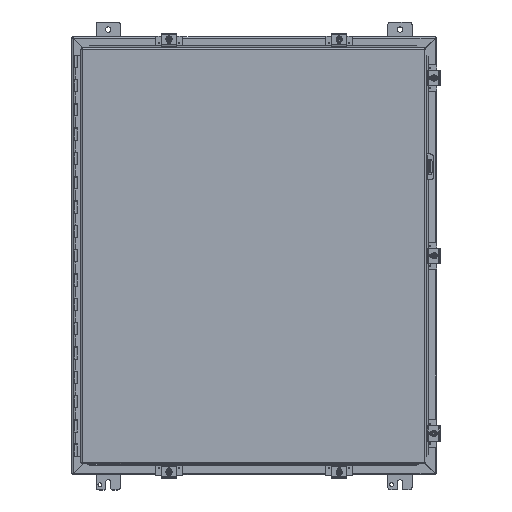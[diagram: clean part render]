
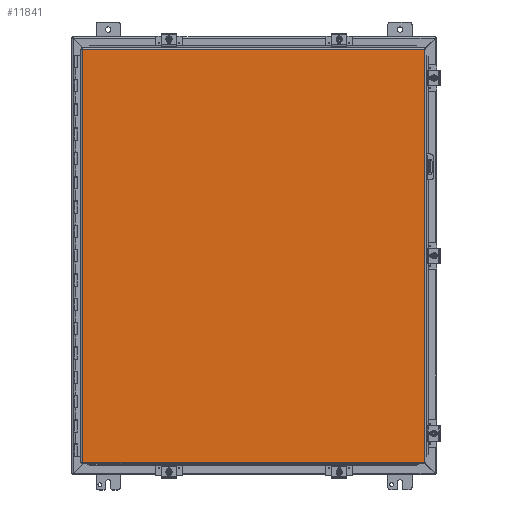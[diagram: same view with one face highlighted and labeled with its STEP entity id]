
A CAD part, top view. The second image highlights one B-rep face of the part: STEP entity #11841.
In plain terms, the highlighted face is planar.
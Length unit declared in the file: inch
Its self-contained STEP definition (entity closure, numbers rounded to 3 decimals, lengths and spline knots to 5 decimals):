
#446 = DIRECTION ( 'NONE',  ( -1., 0., 0. ) ) ;
#1070 = VECTOR ( 'NONE', #27332, 39.37008 ) ;
#1301 = DIRECTION ( 'NONE',  ( 0., -1., 0. ) ) ;
#1931 = CARTESIAN_POINT ( 'NONE',  ( 14.08225, -16.9885, 0. ) ) ;
#1987 = CARTESIAN_POINT ( 'NONE',  ( 14.08225, 16.9885, 0. ) ) ;
#2048 = LINE ( 'NONE', #31437, #37430 ) ;
#2228 = VERTEX_POINT ( 'NONE', #24449 ) ;
#3843 = ORIENTED_EDGE ( 'NONE', *, *, #52181, .T. ) ;
#11841 = ADVANCED_FACE ( 'NONE', ( #42221 ), #46528, .F. ) ;
#14161 = LINE ( 'NONE', #27648, #1070 ) ;
#16295 = VERTEX_POINT ( 'NONE', #52391 ) ;
#17967 = DIRECTION ( 'NONE',  ( 1., 0., 0. ) ) ;
#21703 = LINE ( 'NONE', #1987, #43734 ) ;
#22773 = EDGE_CURVE ( 'NONE', #2228, #34089, #21703, .T. ) ;
#23168 = VECTOR ( 'NONE', #17967, 39.37008 ) ;
#24449 = CARTESIAN_POINT ( 'NONE',  ( 14.08225, 16.9885, 0. ) ) ;
#25388 = EDGE_CURVE ( 'NONE', #16295, #43409, #14161, .T. ) ;
#25494 = ORIENTED_EDGE ( 'NONE', *, *, #25388, .T. ) ;
#27332 = DIRECTION ( 'NONE',  ( 0., 1., 0. ) ) ;
#27648 = CARTESIAN_POINT ( 'NONE',  ( -14.08225, -16.9885, 0. ) ) ;
#31437 = CARTESIAN_POINT ( 'NONE',  ( 14.08225, -16.9885, 0. ) ) ;
#31484 = ORIENTED_EDGE ( 'NONE', *, *, #22773, .T. ) ;
#31635 = CARTESIAN_POINT ( 'NONE',  ( -14.08225, 16.9885, 0. ) ) ;
#34089 = VERTEX_POINT ( 'NONE', #1931 ) ;
#36327 = AXIS2_PLACEMENT_3D ( 'NONE', #44650, #44585, #44520 ) ;
#37430 = VECTOR ( 'NONE', #446, 39.37008 ) ;
#39061 = EDGE_CURVE ( 'NONE', #43409, #2228, #46533, .T. ) ;
#42221 = FACE_OUTER_BOUND ( 'NONE', #49262, .T. ) ;
#43409 = VERTEX_POINT ( 'NONE', #31635 ) ;
#43734 = VECTOR ( 'NONE', #1301, 39.37008 ) ;
#44081 = CARTESIAN_POINT ( 'NONE',  ( -14.08225, 16.9885, 0. ) ) ;
#44520 = DIRECTION ( 'NONE',  ( 1., 0., 0. ) ) ;
#44541 = ORIENTED_EDGE ( 'NONE', *, *, #39061, .T. ) ;
#44585 = DIRECTION ( 'NONE',  ( 0., 0., 1. ) ) ;
#44650 = CARTESIAN_POINT ( 'NONE',  ( 0., 0., 0. ) ) ;
#46528 = PLANE ( 'NONE',  #36327 ) ;
#46533 = LINE ( 'NONE', #44081, #23168 ) ;
#49262 = EDGE_LOOP ( 'NONE', ( #25494, #44541, #31484, #3843 ) ) ;
#52181 = EDGE_CURVE ( 'NONE', #34089, #16295, #2048, .T. ) ;
#52391 = CARTESIAN_POINT ( 'NONE',  ( -14.08225, -16.9885, 0. ) ) ;
